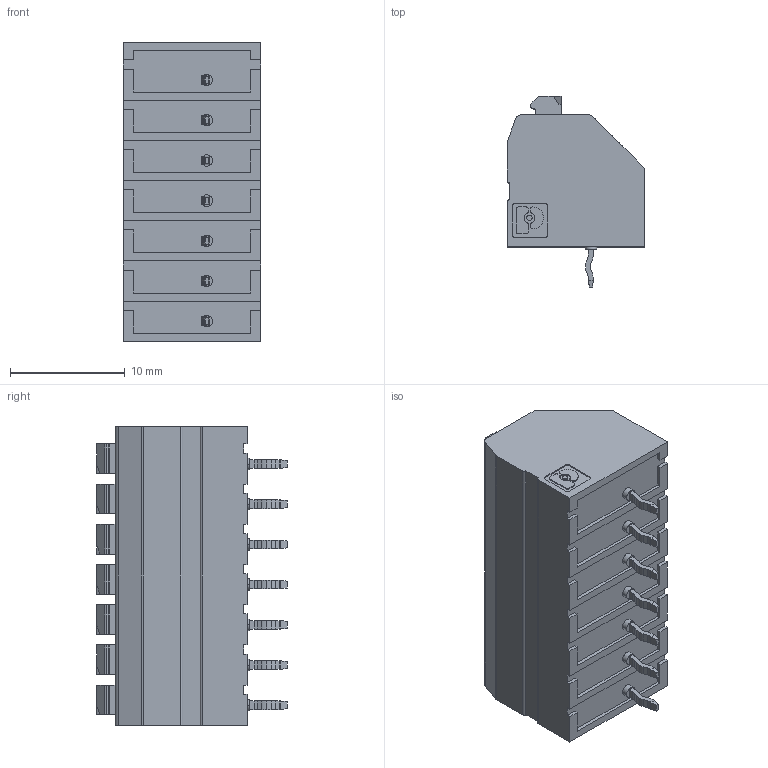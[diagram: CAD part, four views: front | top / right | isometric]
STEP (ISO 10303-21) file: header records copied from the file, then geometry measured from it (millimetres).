
FILE_DESCRIPTION(('STEP AP242'),'1');
FILE_NAME('1985014.stp','2022-09-13T15:02:02',('TraceParts'),('TraceParts S.A.'),'Spatial InterOp 3D',' ',' ');
FILE_SCHEMA(('AP242_MANAGED_MODEL_BASED_3D_ENGINEERING_MIM_LF {1 0 10303 442 1 1 4}'));
Length unit declared in the file: millimetre
Products named in the file (1): 1985014
Bounding box: 12 x 16.6 x 26 mm (x, y, z)
Volume: 2959.8 mm3; surface area: 2063.6 mm2
Topology: 1 solids, 1 shells, 674 faces, 1812 edges, 1164 vertices
Faces by surface type: plane 420, cylinder 196, cone 58
Entity records: 28914 total; most frequent: CARTESIAN_POINT 6402, ORIENTED_EDGE 3624, DIRECTION 3567, EDGE_CURVE 1812, LINE 1267, VECTOR 1267, VERTEX_POINT 1164, AXIS2_PLACEMENT_3D 1150
